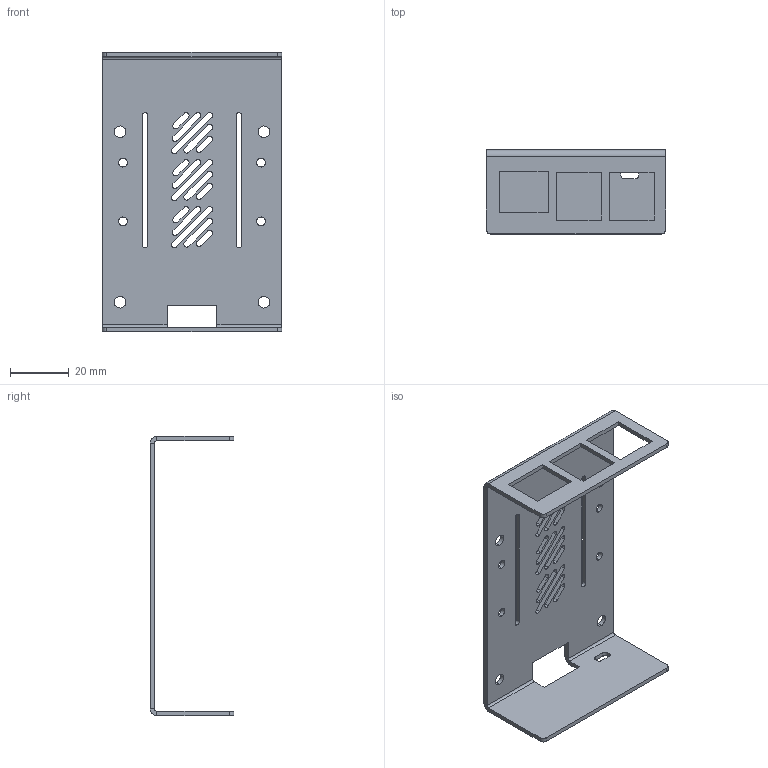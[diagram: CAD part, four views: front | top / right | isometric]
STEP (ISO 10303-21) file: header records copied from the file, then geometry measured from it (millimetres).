
FILE_DESCRIPTION (( 'STEP AP203' ), '1' );
FILE_NAME ('Base.STEP', '2020-11-22T09:31:29', ( '' ), ( '' ), 'SwSTEP 2.0', 'SolidWorks 2018', '' );
FILE_SCHEMA (( 'CONFIG_CONTROL_DESIGN' ));
Length unit declared in the file: millimetre
Products named in the file (1): Base
Bounding box: 61 x 28.5 x 95 mm (x, y, z)
Volume: 11137.5 mm3; surface area: 16867.2 mm2
Topology: 1 solids, 1 shells, 157 faces, 447 edges, 290 vertices
Faces by surface type: cylinder 81, plane 76
Entity records: 5328 total; most frequent: DIRECTION 925, CARTESIAN_POINT 895, ORIENTED_EDGE 894, EDGE_CURVE 447, AXIS2_PLACEMENT_3D 320, VERTEX_POINT 290, LINE 285, VECTOR 285
